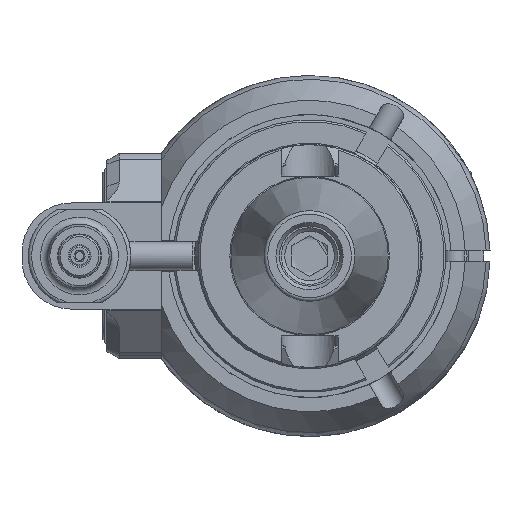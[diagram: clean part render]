
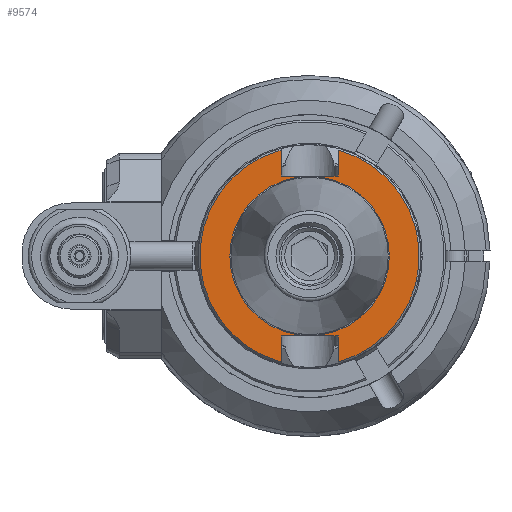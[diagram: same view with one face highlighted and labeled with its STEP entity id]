
A CAD part, left-side view. The second image highlights one B-rep face of the part: STEP entity #9574.
In plain terms, the highlighted planar face has unit normal (-1, 0, 0).
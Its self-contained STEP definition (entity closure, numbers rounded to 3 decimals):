
#147=FACE_BOUND('',#1620,.T.);
#478=PLANE('',#10431);
#989=FACE_OUTER_BOUND('',#1619,.T.);
#1619=EDGE_LOOP('',(#7440,#7441,#7442,#7443,#7444,#7445,#7446,#7447));
#1620=EDGE_LOOP('',(#7448));
#2234=CIRCLE('',#10429,22.525);
#2236=CIRCLE('',#10432,31.);
#2237=CIRCLE('',#10433,31.);
#2933=LINE('',#45372,#3597);
#2934=LINE('',#45374,#3598);
#2935=LINE('',#45376,#3599);
#2936=LINE('',#45380,#3600);
#2937=LINE('',#45382,#3601);
#2938=LINE('',#45383,#3602);
#3597=VECTOR('',#12171,7.337);
#3598=VECTOR('',#12172,16.1);
#3599=VECTOR('',#12173,7.337);
#3600=VECTOR('',#12176,7.337);
#3601=VECTOR('',#12177,16.1);
#3602=VECTOR('',#12178,7.337);
#4355=VERTEX_POINT('',#45364);
#4356=VERTEX_POINT('',#45368);
#4357=VERTEX_POINT('',#45369);
#4358=VERTEX_POINT('',#45371);
#4359=VERTEX_POINT('',#45373);
#4360=VERTEX_POINT('',#45375);
#4361=VERTEX_POINT('',#45377);
#4362=VERTEX_POINT('',#45379);
#4363=VERTEX_POINT('',#45381);
#5480=EDGE_CURVE('',#4355,#4355,#2234,.T.);
#5482=EDGE_CURVE('',#4356,#4357,#2236,.T.);
#5483=EDGE_CURVE('',#4358,#4357,#2933,.T.);
#5484=EDGE_CURVE('',#4358,#4359,#2934,.T.);
#5485=EDGE_CURVE('',#4360,#4359,#2935,.T.);
#5486=EDGE_CURVE('',#4360,#4361,#2237,.T.);
#5487=EDGE_CURVE('',#4362,#4361,#2936,.T.);
#5488=EDGE_CURVE('',#4363,#4362,#2937,.T.);
#5489=EDGE_CURVE('',#4356,#4363,#2938,.T.);
#7440=ORIENTED_EDGE('',*,*,#5482,.T.);
#7441=ORIENTED_EDGE('',*,*,#5483,.F.);
#7442=ORIENTED_EDGE('',*,*,#5484,.T.);
#7443=ORIENTED_EDGE('',*,*,#5485,.F.);
#7444=ORIENTED_EDGE('',*,*,#5486,.T.);
#7445=ORIENTED_EDGE('',*,*,#5487,.F.);
#7446=ORIENTED_EDGE('',*,*,#5488,.F.);
#7447=ORIENTED_EDGE('',*,*,#5489,.F.);
#7448=ORIENTED_EDGE('',*,*,#5480,.T.);
#9574=ADVANCED_FACE('',(#989,#147),#478,.F.);
#10429=AXIS2_PLACEMENT_3D('',#45365,#12163,#12164);
#10431=AXIS2_PLACEMENT_3D('',#45367,#12167,#12168);
#10432=AXIS2_PLACEMENT_3D('',#45370,#12169,#12170);
#10433=AXIS2_PLACEMENT_3D('',#45378,#12174,#12175);
#12163=DIRECTION('center_axis',(1.,0.,0.));
#12164=DIRECTION('ref_axis',(0.,1.,0.));
#12167=DIRECTION('center_axis',(1.,0.,0.));
#12168=DIRECTION('ref_axis',(0.,-1.,0.));
#12169=DIRECTION('center_axis',(-1.,0.,0.));
#12170=DIRECTION('ref_axis',(0.,-0.26,-0.966));
#12171=DIRECTION('',(0.,0.,1.));
#12172=DIRECTION('',(0.,1.,0.));
#12173=DIRECTION('',(0.,0.,-1.));
#12174=DIRECTION('center_axis',(-1.,0.,0.));
#12175=DIRECTION('ref_axis',(0.,0.26,0.966));
#12176=DIRECTION('',(0.,0.,-1.));
#12177=DIRECTION('',(0.,1.,0.));
#12178=DIRECTION('',(0.,0.,1.));
#45364=CARTESIAN_POINT('',(-84.,22.525,0.));
#45365=CARTESIAN_POINT('Origin',(-84.,0.,0.));
#45367=CARTESIAN_POINT('Origin',(-84.,-22.675,0.));
#45368=CARTESIAN_POINT('',(-84.,-8.05,-29.937));
#45369=CARTESIAN_POINT('',(-84.,-8.05,29.937));
#45370=CARTESIAN_POINT('Origin',(-84.,0.,0.));
#45371=CARTESIAN_POINT('',(-84.,-8.05,22.6));
#45372=CARTESIAN_POINT('',(-84.,-8.05,22.6));
#45373=CARTESIAN_POINT('',(-84.,8.05,22.6));
#45374=CARTESIAN_POINT('',(-84.,-8.05,22.6));
#45375=CARTESIAN_POINT('',(-84.,8.05,29.937));
#45376=CARTESIAN_POINT('',(-84.,8.05,29.937));
#45377=CARTESIAN_POINT('',(-84.,8.05,-29.937));
#45378=CARTESIAN_POINT('Origin',(-84.,0.,0.));
#45379=CARTESIAN_POINT('',(-84.,8.05,-22.6));
#45380=CARTESIAN_POINT('',(-84.,8.05,-22.6));
#45381=CARTESIAN_POINT('',(-84.,-8.05,-22.6));
#45382=CARTESIAN_POINT('',(-84.,-8.05,-22.6));
#45383=CARTESIAN_POINT('',(-84.,-8.05,-29.937));
